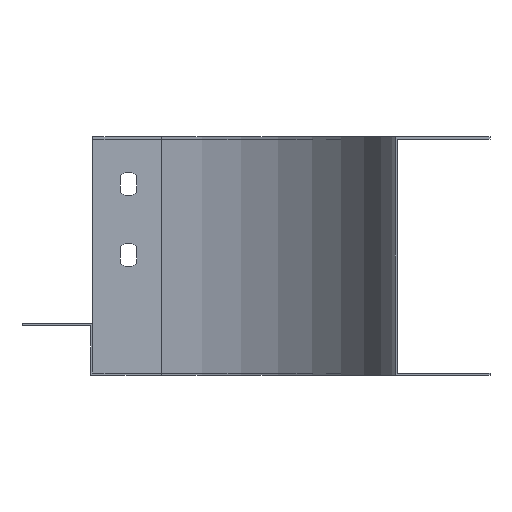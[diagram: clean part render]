
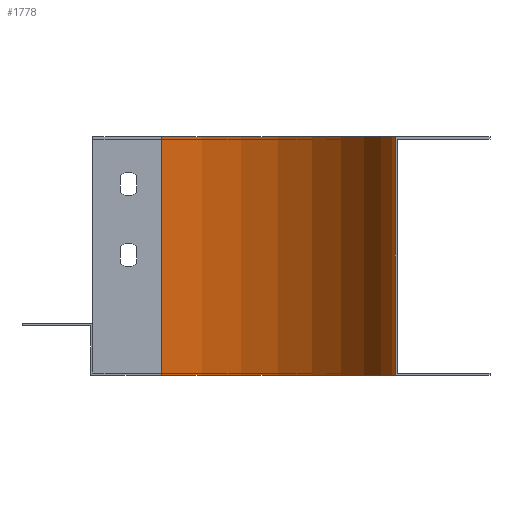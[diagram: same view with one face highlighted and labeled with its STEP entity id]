
A CAD part, left-side view. The second image highlights one B-rep face of the part: STEP entity #1778.
In plain terms, the highlighted cylindrical face has radius 99 mm (diameter 198 mm), a partial arc.
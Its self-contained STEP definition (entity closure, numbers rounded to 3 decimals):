
#102 = CARTESIAN_POINT ( 'NONE',  ( -51., 139., -100. ) ) ;
#257 = CARTESIAN_POINT ( 'NONE',  ( -51., 139., 1. ) ) ;
#265 = CARTESIAN_POINT ( 'NONE',  ( -150., 40., -100. ) ) ;
#266 = CARTESIAN_POINT ( 'NONE',  ( -150., 40., 1. ) ) ;
#426 = DIRECTION ( 'NONE',  ( 1., 0., 0. ) ) ;
#428 = DIRECTION ( 'NONE',  ( 0., 0., 1. ) ) ;
#429 = CARTESIAN_POINT ( 'NONE',  ( -150., 139., -100. ) ) ;
#437 = AXIS2_PLACEMENT_3D ( 'NONE', #1910, #1869, #2191 ) ;
#451 = AXIS2_PLACEMENT_3D ( 'NONE', #429, #428, #426 ) ;
#464 = EDGE_CURVE ( 'NONE', #1445, #1446, #1464, .T. ) ;
#513 = EDGE_CURVE ( 'NONE', #1445, #1172, #1505, .T. ) ;
#563 = AXIS2_PLACEMENT_3D ( 'NONE', #890, #889, #888 ) ;
#593 = EDGE_CURVE ( 'NONE', #1172, #1435, #1626, .T. ) ;
#604 = EDGE_CURVE ( 'NONE', #1446, #1435, #1642, .T. ) ;
#888 = DIRECTION ( 'NONE',  ( -1., 0., 0. ) ) ;
#889 = DIRECTION ( 'NONE',  ( 0., 0., 1. ) ) ;
#890 = CARTESIAN_POINT ( 'NONE',  ( -150., 139., 1. ) ) ;
#956 = FACE_OUTER_BOUND ( 'NONE', #1221, .T. ) ;
#961 = CYLINDRICAL_SURFACE ( 'NONE', #451, 99. ) ;
#1071 = ORIENTED_EDGE ( 'NONE', *, *, #513, .F. ) ;
#1074 = ORIENTED_EDGE ( 'NONE', *, *, #604, .T. ) ;
#1075 = ORIENTED_EDGE ( 'NONE', *, *, #593, .F. ) ;
#1078 = ORIENTED_EDGE ( 'NONE', *, *, #464, .T. ) ;
#1172 = VERTEX_POINT ( 'NONE', #102 ) ;
#1221 = EDGE_LOOP ( 'NONE', ( #1074, #1075, #1071, #1078 ) ) ;
#1435 = VERTEX_POINT ( 'NONE', #257 ) ;
#1445 = VERTEX_POINT ( 'NONE', #265 ) ;
#1446 = VERTEX_POINT ( 'NONE', #266 ) ;
#1464 = LINE ( 'NONE', #1890, #1469 ) ;
#1469 = VECTOR ( 'NONE', #1879, 1000. ) ;
#1505 = CIRCLE ( 'NONE', #437, 99. ) ;
#1582 = DIRECTION ( 'NONE',  ( 0., 0., 1. ) ) ;
#1583 = CARTESIAN_POINT ( 'NONE',  ( -51., 139., -100. ) ) ;
#1626 = LINE ( 'NONE', #1583, #1629 ) ;
#1629 = VECTOR ( 'NONE', #1582, 1000. ) ;
#1642 = CIRCLE ( 'NONE', #563, 99. ) ;
#1778 = ADVANCED_FACE ( 'NONE', ( #956 ), #961, .F. ) ;
#1869 = DIRECTION ( 'NONE',  ( 0., 0., 1. ) ) ;
#1879 = DIRECTION ( 'NONE',  ( 0., 0., 1. ) ) ;
#1890 = CARTESIAN_POINT ( 'NONE',  ( -150., 40., -100. ) ) ;
#1910 = CARTESIAN_POINT ( 'NONE',  ( -150., 139., -100. ) ) ;
#2191 = DIRECTION ( 'NONE',  ( -1., 0., 0. ) ) ;
